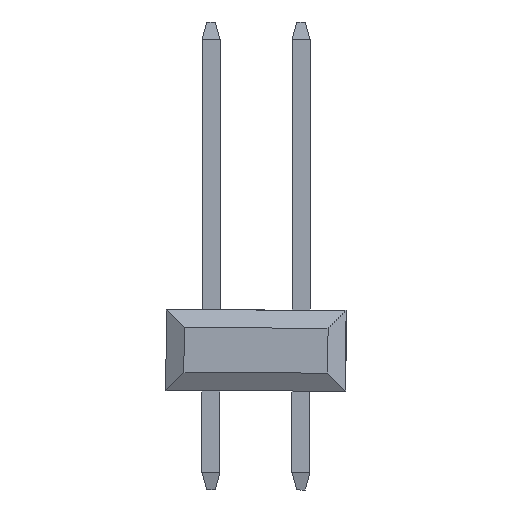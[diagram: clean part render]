
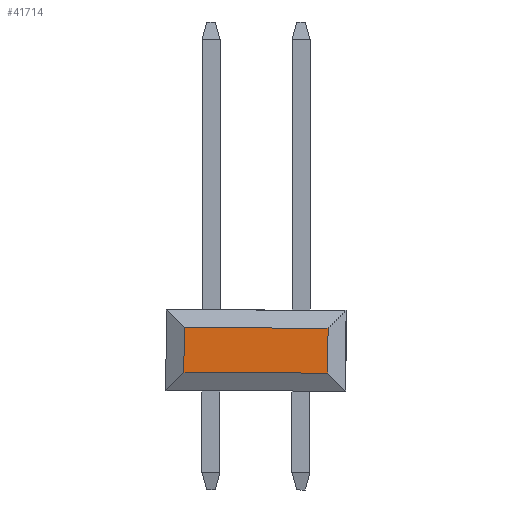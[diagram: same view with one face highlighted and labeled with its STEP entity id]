
A CAD part, left-side view. The second image highlights one B-rep face of the part: STEP entity #41714.
In plain terms, the highlighted planar face has unit normal (-1, 0, 0).
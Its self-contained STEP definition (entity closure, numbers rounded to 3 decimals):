
#302 = CARTESIAN_POINT ( 'NONE',  ( -25.4, 0.635, -3.302 ) ) ;
#382 = CARTESIAN_POINT ( 'NONE',  ( -25.4, 4.699, -2.032 ) ) ;
#3137 = EDGE_LOOP ( 'NONE', ( #31971, #29784, #10453, #35854 ) ) ;
#3360 = AXIS2_PLACEMENT_3D ( 'NONE', #11771, #41895, #42650 ) ;
#3795 = LINE ( 'NONE', #42603, #38829 ) ;
#5129 = EDGE_CURVE ( 'NONE', #7911, #9176, #3795, .T. ) ;
#5632 = VERTEX_POINT ( 'NONE', #35185 ) ;
#6677 = FACE_OUTER_BOUND ( 'NONE', #3137, .T. ) ;
#7911 = VERTEX_POINT ( 'NONE', #302 ) ;
#9176 = VERTEX_POINT ( 'NONE', #36070 ) ;
#10453 = ORIENTED_EDGE ( 'NONE', *, *, #5129, .T. ) ;
#11771 = CARTESIAN_POINT ( 'NONE',  ( -25.4, 4.699, -3.81 ) ) ;
#15557 = VECTOR ( 'NONE', #32990, 1000. ) ;
#18257 = DIRECTION ( 'NONE',  ( 0., -1., 0. ) ) ;
#21001 = VERTEX_POINT ( 'NONE', #382 ) ;
#22227 = PLANE ( 'NONE',  #3360 ) ;
#23574 = EDGE_CURVE ( 'NONE', #7911, #5632, #38749, .T. ) ;
#24078 = DIRECTION ( 'NONE',  ( 0., 1., 0. ) ) ;
#25907 = LINE ( 'NONE', #37522, #29628 ) ;
#29628 = VECTOR ( 'NONE', #18257, 1000. ) ;
#29784 = ORIENTED_EDGE ( 'NONE', *, *, #23574, .F. ) ;
#31971 = ORIENTED_EDGE ( 'NONE', *, *, #50139, .F. ) ;
#32990 = DIRECTION ( 'NONE',  ( 0., 0., 1. ) ) ;
#33239 = LINE ( 'NONE', #37531, #15557 ) ;
#34796 = DIRECTION ( 'NONE',  ( 0., 0., 1. ) ) ;
#35185 = CARTESIAN_POINT ( 'NONE',  ( -25.4, 4.699, -3.302 ) ) ;
#35854 = ORIENTED_EDGE ( 'NONE', *, *, #45141, .F. ) ;
#36070 = CARTESIAN_POINT ( 'NONE',  ( -25.4, 0.635, -2.032 ) ) ;
#37522 = CARTESIAN_POINT ( 'NONE',  ( -25.4, 4.699, -2.032 ) ) ;
#37531 = CARTESIAN_POINT ( 'NONE',  ( -25.4, 4.699, -3.302 ) ) ;
#38749 = LINE ( 'NONE', #39492, #47859 ) ;
#38829 = VECTOR ( 'NONE', #34796, 1000. ) ;
#39492 = CARTESIAN_POINT ( 'NONE',  ( -25.4, 0.635, -3.302 ) ) ;
#41714 = ADVANCED_FACE ( 'NONE', ( #6677 ), #22227, .T. ) ;
#41895 = DIRECTION ( 'NONE',  ( -1., 0., 0. ) ) ;
#42603 = CARTESIAN_POINT ( 'NONE',  ( -25.4, 0.635, -3.302 ) ) ;
#42650 = DIRECTION ( 'NONE',  ( 0., -1., 0. ) ) ;
#45141 = EDGE_CURVE ( 'NONE', #21001, #9176, #25907, .T. ) ;
#47859 = VECTOR ( 'NONE', #24078, 1000. ) ;
#50139 = EDGE_CURVE ( 'NONE', #5632, #21001, #33239, .T. ) ;
